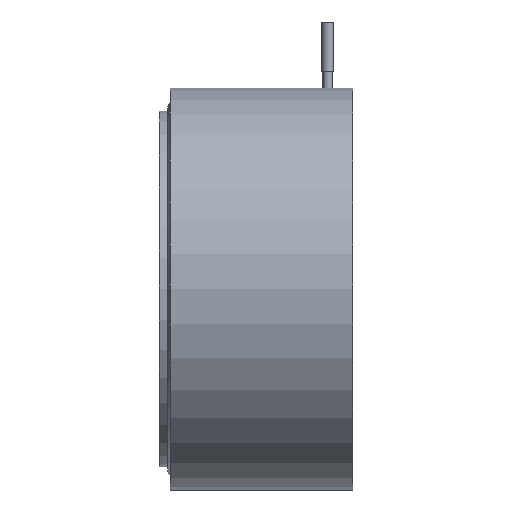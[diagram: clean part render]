
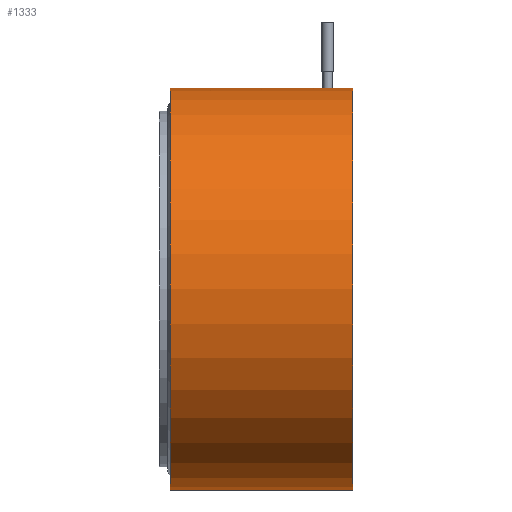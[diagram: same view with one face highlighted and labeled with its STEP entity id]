
A CAD part, front view. The second image highlights one B-rep face of the part: STEP entity #1333.
In plain terms, the highlighted cylindrical face has radius 104.013 mm (diameter 208.026 mm), a partial arc.
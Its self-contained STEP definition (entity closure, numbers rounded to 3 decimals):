
#893=CARTESIAN_POINT('POINT186',(89.535,0.,
   104.013));
#894=VERTEX_POINT('VERTEX186',#893);
#902=CARTESIAN_POINT('POINT187',(84.709,0.,
   104.013));
#903=VERTEX_POINT('VERTEX187',#902);
#910=CARTESIAN_POINT('POINT188',(87.122,-2.413,
   103.985));
#911=VERTEX_POINT('VERTEX188',#910);
#912=B_SPLINE_CURVE_WITH_KNOTS('SPLINE_CRV4',3,(#913,#914,#915,#916,#917
   ,#918,#919,#920,#921,#922),.UNSPECIFIED.,.F.,.F.,(4,2,2,2,4),(
   0.,0.036,0.072,
   0.107,0.143),.UNSPECIFIED.);
#913=CARTESIAN_POINT('',(87.122,-2.413,103.985));
#914=CARTESIAN_POINT('',(86.819,-2.413,
   103.985));
#915=CARTESIAN_POINT('',(86.496,-2.352,
   103.986));
#916=CARTESIAN_POINT('',(85.901,-2.106,
   103.992));
#917=CARTESIAN_POINT('',(85.63,-1.92,
   103.995));
#918=CARTESIAN_POINT('',(85.202,-1.492,
   104.003));
#919=CARTESIAN_POINT('',(85.016,-1.221,
   104.006));
#920=CARTESIAN_POINT('',(84.77,-0.626,
   104.012));
#921=CARTESIAN_POINT('',(84.709,-0.303,104.013
   ));
#922=CARTESIAN_POINT('',(84.709,0.,104.013
   ));
#923=EDGE_CURVE('EDGE303',#911,#903,#912,.T.);
#925=B_SPLINE_CURVE_WITH_KNOTS('SPLINE_CRV5',3,(#926,#927,#928,#929,#930
   ,#931,#932,#933,#934,#935),.UNSPECIFIED.,.F.,.F.,(4,2,2,2,4),(
   0.429,0.465,0.501,
   0.537,0.573),.UNSPECIFIED.);
#926=CARTESIAN_POINT('',(89.535,0.,104.013)
   );
#927=CARTESIAN_POINT('',(89.535,-0.303,104.013
   ));
#928=CARTESIAN_POINT('',(89.474,-0.626,
   104.012));
#929=CARTESIAN_POINT('',(89.228,-1.221,
   104.006));
#930=CARTESIAN_POINT('',(89.042,-1.492,
   104.003));
#931=CARTESIAN_POINT('',(88.614,-1.92,
   103.995));
#932=CARTESIAN_POINT('',(88.343,-2.106,
   103.992));
#933=CARTESIAN_POINT('',(87.748,-2.352,
   103.986));
#934=CARTESIAN_POINT('',(87.425,-2.413,
   103.985));
#935=CARTESIAN_POINT('',(87.122,-2.413,103.985));
#936=EDGE_CURVE('EDGE304',#894,#911,#925,.T.);
#993=CARTESIAN_POINT('POINT189',(100.076,0.,
   104.013));
#994=VERTEX_POINT('VERTEX189',#993);
#995=CARTESIAN_POINT('POINT190',(100.076,0.,
   -104.013));
#996=VERTEX_POINT('VERTEX190',#995);
#997=CARTESIAN_POINT('POS301',(100.076,0.,0.));
#998=DIRECTION('DIR484',(-1.,0.,0.));
#999=DIRECTION('DIR485',(0.,0.,1.));
#1000=AXIS2_PLACEMENT_3D('AXIS184',#997,#998,#999);
#1001=CIRCLE('ELLIPSE92',#1000,104.013);
#1004=EDGE_CURVE('EDGE307',#996,#994,#1001,.T.);
#1294=CARTESIAN_POINT('POS331',(25.629,0.,
   104.013));
#1295=DIRECTION('DIR530',(-1.,0.,0.));
#1296=VECTOR('VEC132',#1295,1.);
#1297=LINE('STRAIGHT132',#1294,#1296);
#1298=EDGE_CURVE('EDGE336',#994,#894,#1297,.T.);
#1299=ORIENTED_EDGE('COEDGE652',*,*,#1298,.T.);
#1300=ORIENTED_EDGE('COEDGE653',*,*,#936,.T.);
#1301=ORIENTED_EDGE('COEDGE654',*,*,#923,.T.);
#1302=CARTESIAN_POINT('POINT205',(5.588,
   0.,104.013));
#1303=VERTEX_POINT('VERTEX205',#1302);
#1304=CARTESIAN_POINT('POS332',(25.629,0.,
   104.013));
#1305=DIRECTION('DIR531',(-1.,0.,0.));
#1306=VECTOR('VEC133',#1305,1.);
#1307=LINE('STRAIGHT133',#1304,#1306);
#1308=EDGE_CURVE('EDGE337',#903,#1303,#1307,.T.);
#1309=ORIENTED_EDGE('COEDGE655',*,*,#1308,.T.);
#1310=CARTESIAN_POINT('POINT206',(5.588,
   0.,-104.013));
#1311=VERTEX_POINT('VERTEX206',#1310);
#1312=CARTESIAN_POINT('POS333',(5.588,0.,0.)
   );
#1313=DIRECTION('DIR532',(-1.,0.,0.));
#1314=DIRECTION('DIR533',(0.,0.,1.));
#1315=AXIS2_PLACEMENT_3D('AXIS200',#1312,#1313,#1314);
#1316=CIRCLE('ELLIPSE100',#1315,104.013);
#1317=EDGE_CURVE('EDGE338',#1311,#1303,#1316,.T.);
#1318=ORIENTED_EDGE('COEDGE656',*,*,#1317,.F.);
#1319=CARTESIAN_POINT('POS334',(25.629,0.,
   -104.013));
#1320=DIRECTION('DIR534',(1.,0.,0.));
#1321=VECTOR('VEC134',#1320,1.);
#1322=LINE('STRAIGHT134',#1319,#1321);
#1323=EDGE_CURVE('EDGE339',#1311,#996,#1322,.T.);
#1324=ORIENTED_EDGE('COEDGE657',*,*,#1323,.T.);
#1325=ORIENTED_EDGE('COEDGE658',*,*,#1004,.T.);
#1326=EDGE_LOOP('NONE',(#1299,#1300,#1301,#1309,#1318,#1324,#1325));
#1327=FACE_BOUND('LOOP1',#1326,.T.);
#1328=CARTESIAN_POINT('POS335',(25.629,0.,0.));
#1329=DIRECTION('DIR535',(-1.,0.,0.));
#1330=DIRECTION('DIR536',(0.,0.,1.));
#1331=AXIS2_PLACEMENT_3D('AXIS201',#1328,#1329,#1330);
#1332=CYLINDRICAL_SURFACE('CONE_SURF66',#1331,104.013);
#1333=ADVANCED_FACE('FACE166',(#1327),#1332,.T.);
